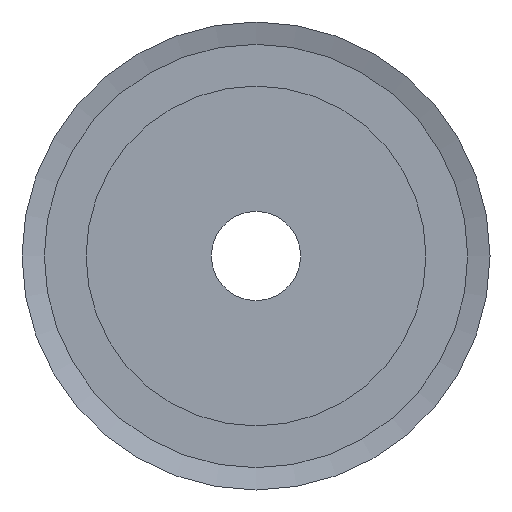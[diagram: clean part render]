
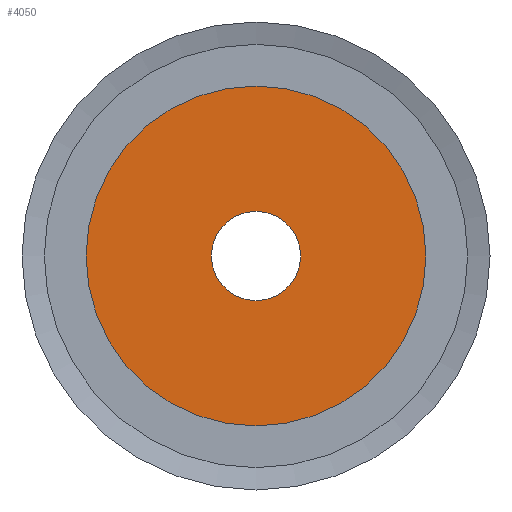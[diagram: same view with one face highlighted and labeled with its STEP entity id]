
A CAD part, left-side view. The second image highlights one B-rep face of the part: STEP entity #4050.
In plain terms, the highlighted planar face has unit normal (-1, 0, 0).
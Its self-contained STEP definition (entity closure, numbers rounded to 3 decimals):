
#1313=VERTEX_POINT('',#6956);
#1314=VERTEX_POINT('',#6958);
#1615=CIRCLE('',#4571,15.25);
#1616=CIRCLE('',#4572,4.);
#2055=EDGE_CURVE('',#1313,#1313,#1615,.T.);
#2056=EDGE_CURVE('',#1314,#1314,#1616,.T.);
#2722=ORIENTED_EDGE('',*,*,#2055,.F.);
#2723=ORIENTED_EDGE('',*,*,#2056,.T.);
#3592=EDGE_LOOP('',(#2722));
#3593=EDGE_LOOP('',(#2723));
#3823=FACE_BOUND('',#3592,.T.);
#3824=FACE_BOUND('',#3593,.T.);
#4050=ADVANCED_FACE('',(#3823,#3824),#7405,.F.);
#4570=AXIS2_PLACEMENT_3D('',#6954,#5502,$);
#4571=AXIS2_PLACEMENT_3D('',#6955,#5503,#5504);
#4572=AXIS2_PLACEMENT_3D('',#6957,#5505,#5506);
#5502=DIRECTION('',(1.,0.,0.));
#5503=DIRECTION('',(1.,0.,0.));
#5504=DIRECTION('',(0.,0.,-15.25));
#5505=DIRECTION('',(1.,0.,0.));
#5506=DIRECTION('',(0.,0.,-4.));
#6954=CARTESIAN_POINT('',(0.,0.,0.));
#6955=CARTESIAN_POINT('',(0.,0.,0.));
#6956=CARTESIAN_POINT('',(0.,0.,-15.25));
#6957=CARTESIAN_POINT('',(0.,0.,0.));
#6958=CARTESIAN_POINT('',(0.,0.,-4.));
#7405=PLANE('',#4570);
